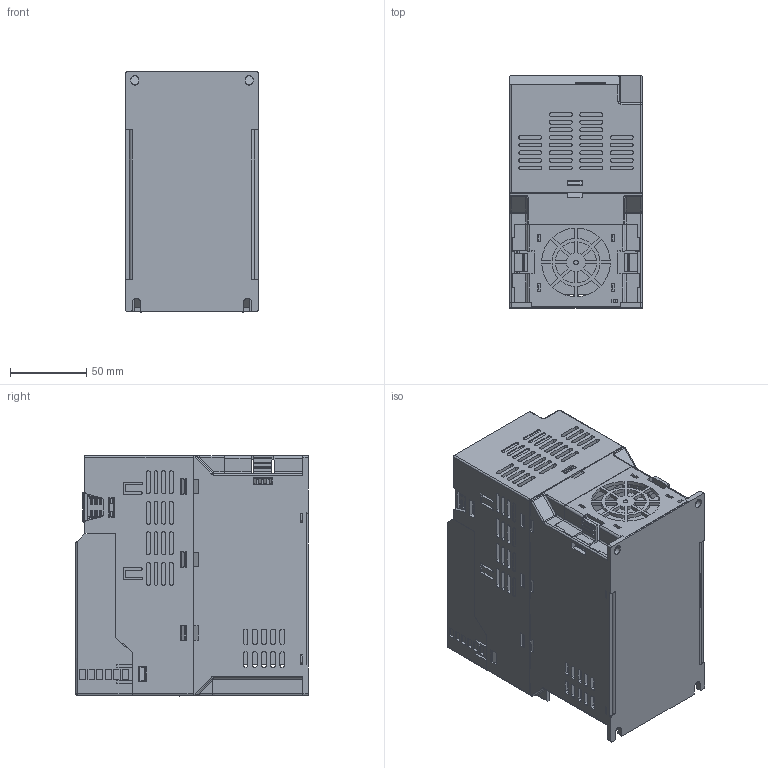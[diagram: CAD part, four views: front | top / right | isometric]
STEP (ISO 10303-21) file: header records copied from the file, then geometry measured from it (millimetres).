
FILE_DESCRIPTION(/* description */ (''),/* implementation_level */ '2;1');
FILE_NAME(/* name */ 'e380-037',/* time_stamp */ '2021-09-13T10:52:17+08:00',/* author */ (''),/* organization */ (''),/* preprocessor_version */ 'ST-DEVELOPER v16.5',/* originating_system */ '',/* authorisation */ '');
FILE_SCHEMA (('CONFIG_CONTROL_DESIGN'));
Products named in the file (1): Document
Bounding box: 87 x 152.37 x 157.42 mm (x, y, z)
Volume: 1437861.4 mm3; surface area: 298697.3 mm2
Topology: 17 solids, 17 shells, 4303 faces, 12279 edges, 8081 vertices
Faces by surface type: plane 3143, cylinder 993, bspline 167
Entity records: 133462 total; most frequent: CARTESIAN_POINT 52201, ORIENTED_EDGE 24540, EDGE_CURVE 12270, B_SPLINE_CURVE_WITH_KNOTS 10106, VERTEX_POINT 8081, EDGE_LOOP 4714, ADVANCED_FACE 4303, FACE_OUTER_BOUND 4303
